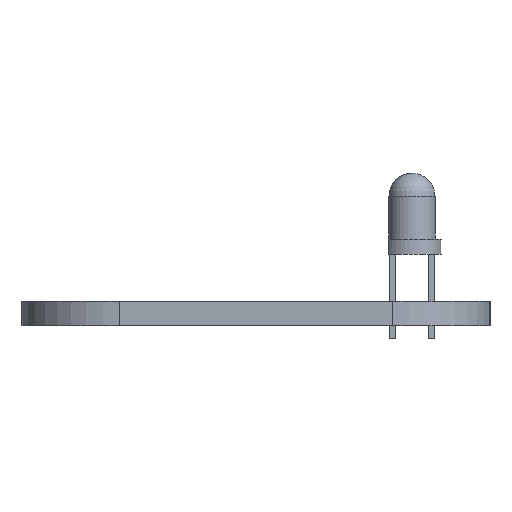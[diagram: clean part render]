
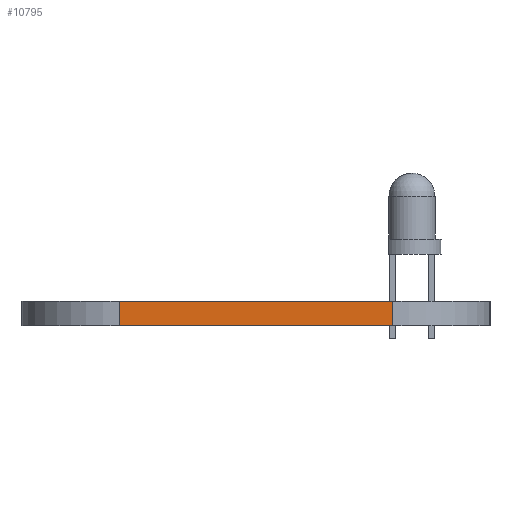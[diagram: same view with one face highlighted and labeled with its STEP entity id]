
A CAD part, left-side view. The second image highlights one B-rep face of the part: STEP entity #10795.
In plain terms, the highlighted planar face has unit normal (-1, 0, 0).
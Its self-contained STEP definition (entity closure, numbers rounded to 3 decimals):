
#1207 = PLANE('',#1208);
#1208 = AXIS2_PLACEMENT_3D('',#1209,#1210,#1211);
#1209 = CARTESIAN_POINT('',(148.59,-90.17,1.6));
#1210 = DIRECTION('',(-0.,-0.,-1.));
#1211 = DIRECTION('',(-1.,0.,0.));
#1261 = PLANE('',#1262);
#1262 = AXIS2_PLACEMENT_3D('',#1263,#1264,#1265);
#1263 = CARTESIAN_POINT('',(148.59,-90.17,0.));
#1264 = DIRECTION('',(-0.,-0.,-1.));
#1265 = DIRECTION('',(-1.,0.,0.));
#1474 = VERTEX_POINT('',#1475);
#1475 = CARTESIAN_POINT('',(100.33,-99.06,0.));
#1494 = CYLINDRICAL_SURFACE('',#1495,6.35);
#1495 = AXIS2_PLACEMENT_3D('',#1496,#1497,#1498);
#1496 = CARTESIAN_POINT('',(106.68,-99.06,0.));
#1497 = DIRECTION('',(-0.,-0.,-1.));
#1498 = DIRECTION('',(1.,0.,-0.));
#1506 = EDGE_CURVE('',#1474,#1507,#1509,.T.);
#1507 = VERTEX_POINT('',#1508);
#1508 = CARTESIAN_POINT('',(100.33,-81.28,0.));
#1509 = SURFACE_CURVE('',#1510,(#1514,#1521),.PCURVE_S1.);
#1510 = LINE('',#1511,#1512);
#1511 = CARTESIAN_POINT('',(100.33,-99.06,0.));
#1512 = VECTOR('',#1513,1.);
#1513 = DIRECTION('',(0.,1.,0.));
#1514 = PCURVE('',#1261,#1515);
#1515 = DEFINITIONAL_REPRESENTATION('',(#1516),#1520);
#1516 = LINE('',#1517,#1518);
#1517 = CARTESIAN_POINT('',(48.26,-8.89));
#1518 = VECTOR('',#1519,1.);
#1519 = DIRECTION('',(0.,1.));
#1520 = ( GEOMETRIC_REPRESENTATION_CONTEXT(2) 
PARAMETRIC_REPRESENTATION_CONTEXT() REPRESENTATION_CONTEXT('2D SPACE',''
  ) );
#1521 = PCURVE('',#1522,#1527);
#1522 = PLANE('',#1523);
#1523 = AXIS2_PLACEMENT_3D('',#1524,#1525,#1526);
#1524 = CARTESIAN_POINT('',(100.33,-99.06,0.));
#1525 = DIRECTION('',(-1.,0.,0.));
#1526 = DIRECTION('',(0.,1.,0.));
#1527 = DEFINITIONAL_REPRESENTATION('',(#1528),#1532);
#1528 = LINE('',#1529,#1530);
#1529 = CARTESIAN_POINT('',(0.,0.));
#1530 = VECTOR('',#1531,1.);
#1531 = DIRECTION('',(1.,0.));
#1532 = ( GEOMETRIC_REPRESENTATION_CONTEXT(2) 
PARAMETRIC_REPRESENTATION_CONTEXT() REPRESENTATION_CONTEXT('2D SPACE',''
  ) );
#1555 = CYLINDRICAL_SURFACE('',#1556,6.35);
#1556 = AXIS2_PLACEMENT_3D('',#1557,#1558,#1559);
#1557 = CARTESIAN_POINT('',(106.68,-81.28,0.));
#1558 = DIRECTION('',(-0.,-0.,-1.));
#1559 = DIRECTION('',(1.,0.,-0.));
#6448 = VERTEX_POINT('',#6449);
#6449 = CARTESIAN_POINT('',(100.33,-99.06,1.6));
#6475 = EDGE_CURVE('',#6448,#6476,#6478,.T.);
#6476 = VERTEX_POINT('',#6477);
#6477 = CARTESIAN_POINT('',(100.33,-81.28,1.6));
#6478 = SURFACE_CURVE('',#6479,(#6483,#6490),.PCURVE_S1.);
#6479 = LINE('',#6480,#6481);
#6480 = CARTESIAN_POINT('',(100.33,-99.06,1.6));
#6481 = VECTOR('',#6482,1.);
#6482 = DIRECTION('',(0.,1.,0.));
#6483 = PCURVE('',#1207,#6484);
#6484 = DEFINITIONAL_REPRESENTATION('',(#6485),#6489);
#6485 = LINE('',#6486,#6487);
#6486 = CARTESIAN_POINT('',(48.26,-8.89));
#6487 = VECTOR('',#6488,1.);
#6488 = DIRECTION('',(0.,1.));
#6489 = ( GEOMETRIC_REPRESENTATION_CONTEXT(2) 
PARAMETRIC_REPRESENTATION_CONTEXT() REPRESENTATION_CONTEXT('2D SPACE',''
  ) );
#6490 = PCURVE('',#1522,#6491);
#6491 = DEFINITIONAL_REPRESENTATION('',(#6492),#6496);
#6492 = LINE('',#6493,#6494);
#6493 = CARTESIAN_POINT('',(0.,-1.6));
#6494 = VECTOR('',#6495,1.);
#6495 = DIRECTION('',(1.,0.));
#6496 = ( GEOMETRIC_REPRESENTATION_CONTEXT(2) 
PARAMETRIC_REPRESENTATION_CONTEXT() REPRESENTATION_CONTEXT('2D SPACE',''
  ) );
#10747 = EDGE_CURVE('',#1507,#6476,#10748,.T.);
#10748 = SURFACE_CURVE('',#10749,(#10753,#10760),.PCURVE_S1.);
#10749 = LINE('',#10750,#10751);
#10750 = CARTESIAN_POINT('',(100.33,-81.28,0.));
#10751 = VECTOR('',#10752,1.);
#10752 = DIRECTION('',(0.,0.,1.));
#10753 = PCURVE('',#1555,#10754);
#10754 = DEFINITIONAL_REPRESENTATION('',(#10755),#10759);
#10755 = LINE('',#10756,#10757);
#10756 = CARTESIAN_POINT('',(-3.142,0.));
#10757 = VECTOR('',#10758,1.);
#10758 = DIRECTION('',(-0.,-1.));
#10759 = ( GEOMETRIC_REPRESENTATION_CONTEXT(2) 
PARAMETRIC_REPRESENTATION_CONTEXT() REPRESENTATION_CONTEXT('2D SPACE',''
  ) );
#10760 = PCURVE('',#1522,#10761);
#10761 = DEFINITIONAL_REPRESENTATION('',(#10762),#10766);
#10762 = LINE('',#10763,#10764);
#10763 = CARTESIAN_POINT('',(17.78,0.));
#10764 = VECTOR('',#10765,1.);
#10765 = DIRECTION('',(0.,-1.));
#10766 = ( GEOMETRIC_REPRESENTATION_CONTEXT(2) 
PARAMETRIC_REPRESENTATION_CONTEXT() REPRESENTATION_CONTEXT('2D SPACE',''
  ) );
#10772 = EDGE_CURVE('',#1474,#6448,#10773,.T.);
#10773 = SURFACE_CURVE('',#10774,(#10778,#10785),.PCURVE_S1.);
#10774 = LINE('',#10775,#10776);
#10775 = CARTESIAN_POINT('',(100.33,-99.06,0.));
#10776 = VECTOR('',#10777,1.);
#10777 = DIRECTION('',(0.,0.,1.));
#10778 = PCURVE('',#1494,#10779);
#10779 = DEFINITIONAL_REPRESENTATION('',(#10780),#10784);
#10780 = LINE('',#10781,#10782);
#10781 = CARTESIAN_POINT('',(-3.142,0.));
#10782 = VECTOR('',#10783,1.);
#10783 = DIRECTION('',(-0.,-1.));
#10784 = ( GEOMETRIC_REPRESENTATION_CONTEXT(2) 
PARAMETRIC_REPRESENTATION_CONTEXT() REPRESENTATION_CONTEXT('2D SPACE',''
  ) );
#10785 = PCURVE('',#1522,#10786);
#10786 = DEFINITIONAL_REPRESENTATION('',(#10787),#10791);
#10787 = LINE('',#10788,#10789);
#10788 = CARTESIAN_POINT('',(0.,0.));
#10789 = VECTOR('',#10790,1.);
#10790 = DIRECTION('',(0.,-1.));
#10791 = ( GEOMETRIC_REPRESENTATION_CONTEXT(2) 
PARAMETRIC_REPRESENTATION_CONTEXT() REPRESENTATION_CONTEXT('2D SPACE',''
  ) );
#10795 = ADVANCED_FACE('',(#10796),#1522,.T.);
#10796 = FACE_BOUND('',#10797,.T.);
#10797 = EDGE_LOOP('',(#10798,#10799,#10800,#10801));
#10798 = ORIENTED_EDGE('',*,*,#10772,.T.);
#10799 = ORIENTED_EDGE('',*,*,#6475,.T.);
#10800 = ORIENTED_EDGE('',*,*,#10747,.F.);
#10801 = ORIENTED_EDGE('',*,*,#1506,.F.);
